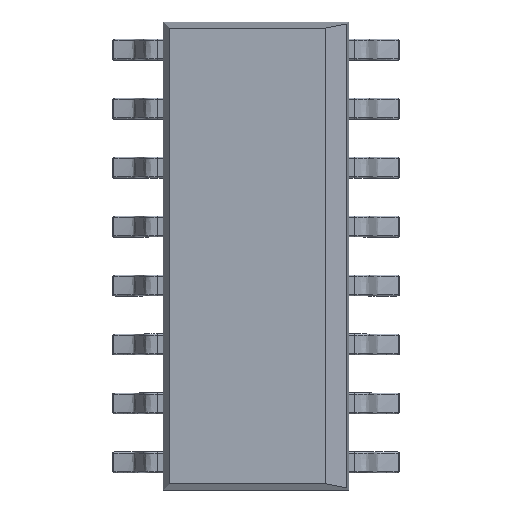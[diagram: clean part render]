
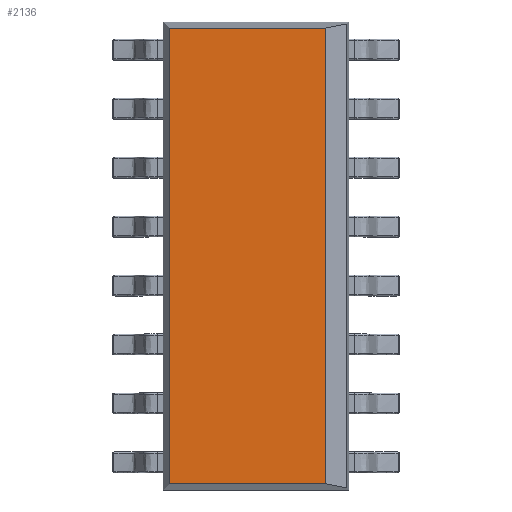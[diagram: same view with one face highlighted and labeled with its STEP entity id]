
A CAD part, top view. The second image highlights one B-rep face of the part: STEP entity #2136.
In plain terms, the highlighted planar face has unit normal (0, 0, 1).
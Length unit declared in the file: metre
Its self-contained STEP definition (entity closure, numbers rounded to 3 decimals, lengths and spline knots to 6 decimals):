
#2136 = ADVANCED_FACE( '', ( #6250 ), #6251, .T. );
#2958 = EDGE_CURVE( '', #7317, #7611, #7612, .T. );
#4324 = EDGE_CURVE( '', #7317, #8742, #9461, .T. );
#4500 = EDGE_CURVE( '', #9675, #7611, #9676, .T. );
#5776 = EDGE_CURVE( '', #8742, #9675, #11206, .T. );
#6250 = FACE_OUTER_BOUND( '', #11775, .T. );
#6251 = PLANE( '', #11776 );
#7317 = VERTEX_POINT( '', #14523 );
#7611 = VERTEX_POINT( '', #15291 );
#7612 = LINE( '', #15292, #15293 );
#8742 = VERTEX_POINT( '', #19071 );
#9461 = LINE( '', #21836, #21837 );
#9675 = VERTEX_POINT( '', #22730 );
#9676 = LINE( '', #22731, #22732 );
#11206 = LINE( '', #27823, #27824 );
#11775 = EDGE_LOOP( '', ( #29313, #29314, #29315, #29316 ) );
#11776 = AXIS2_PLACEMENT_3D( '', #29317, #29318, #29319 );
#14523 = CARTESIAN_POINT( '', ( 0.001455, -0.004939, 0.002 ) );
#15291 = CARTESIAN_POINT( '', ( -0.001913, -0.004939, 0.002 ) );
#15292 = CARTESIAN_POINT( '', ( -0.000229, -0.004939, 0.002 ) );
#15293 = VECTOR( '', #30835, 1. );
#19071 = CARTESIAN_POINT( '', ( 0.001455, 0.004876, 0.002 ) );
#21836 = CARTESIAN_POINT( '', ( 0.001455, -0.000031, 0.002 ) );
#21837 = VECTOR( '', #33340, 1. );
#22730 = CARTESIAN_POINT( '', ( -0.001913, 0.004876, 0.002 ) );
#22731 = CARTESIAN_POINT( '', ( -0.001913, -0.000031, 0.002 ) );
#22732 = VECTOR( '', #33665, 1. );
#27823 = CARTESIAN_POINT( '', ( -0.000229, 0.004876, 0.002 ) );
#27824 = VECTOR( '', #36150, 1. );
#29313 = ORIENTED_EDGE( '', *, *, #5776, .T. );
#29314 = ORIENTED_EDGE( '', *, *, #4500, .T. );
#29315 = ORIENTED_EDGE( '', *, *, #2958, .F. );
#29316 = ORIENTED_EDGE( '', *, *, #4324, .T. );
#29317 = CARTESIAN_POINT( '', ( 0.001455, 0.009109, 0.002 ) );
#29318 = DIRECTION( '', ( 0., 0., 1. ) );
#29319 = DIRECTION( '', ( 1., 0., 0. ) );
#30835 = DIRECTION( '', ( -1., 0., 0. ) );
#33340 = DIRECTION( '', ( 0., 1., 0. ) );
#33665 = DIRECTION( '', ( 0., -1., 0. ) );
#36150 = DIRECTION( '', ( -1., 0., 0. ) );
